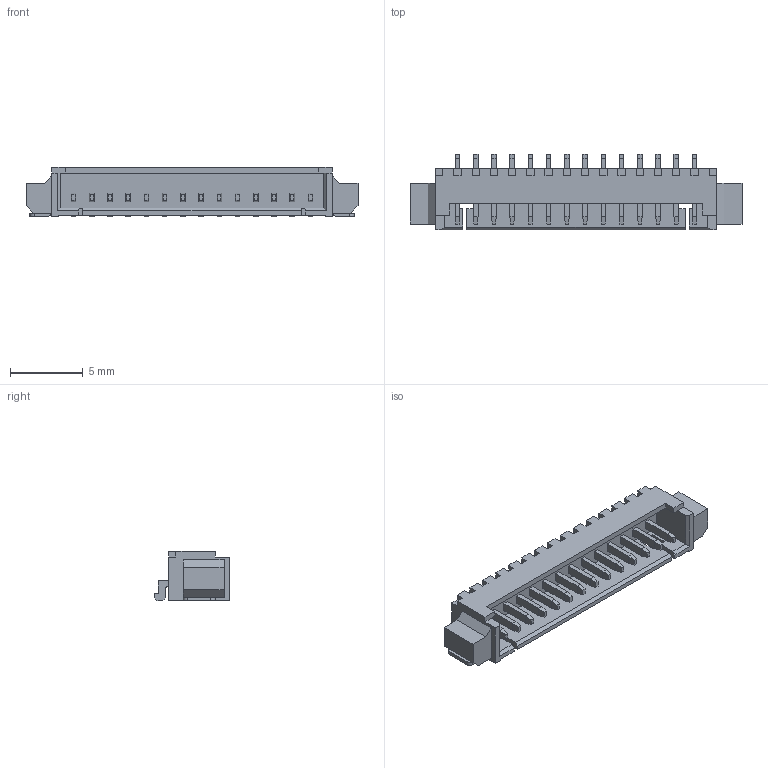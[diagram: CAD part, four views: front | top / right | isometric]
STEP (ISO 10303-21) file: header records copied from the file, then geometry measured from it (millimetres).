
FILE_DESCRIPTION(/* description */ ('model of Molex_PicoBlade_53261-1471_14x1.25mm_Angled.'),/* implementation_level */ FILE_NAME(/* name */ 'Molex_PicoBlade_53261-1471_14x1.25mm_Angled..stp',/* time_stamp */ '2017-02-22T17:08:27',/* author */ ('Rene Poeschl',''),/* organization */ (''),/* preprocessor_version */ '',/* originating_system */ '',/* authorisation */ '');
FILE_NAME(/* name */ 'Molex_PicoBlade_53261-1471_14x1.25mm_Angled..stp',/* time_stamp */ '2017-02-22T17:08:27',/* author */ ('Rene Poeschl',''),/* organization */ (''),/* preprocessor_version */ '',/* originating_system */ '',/* authorisation */ '');
FILE_SCHEMA(('AUTOMOTIVE_DESIGN_CC2 { 1 2 10303 214 -1 1 5 4 }'));
Length unit declared in the file: millimetre
Products named in the file (1): Molex_53261_1471
Bounding box: 22.75 x 5.2 x 3.4 mm (x, y, z)
Volume: 152.2 mm3; surface area: 527.6 mm2
Topology: 1 solids, 1 shells, 447 faces, 1181 edges, 766 vertices
Faces by surface type: plane 423, cylinder 24
Entity records: 31862 total; most frequent: CARTESIAN_POINT 5033, DIRECTION 4299, LINE 3249, VECTOR 3249, ORIENTED_EDGE 2362, PCURVE 2362, DEFINITIONAL_REPRESENTATION 2362, EDGE_CURVE 1181
